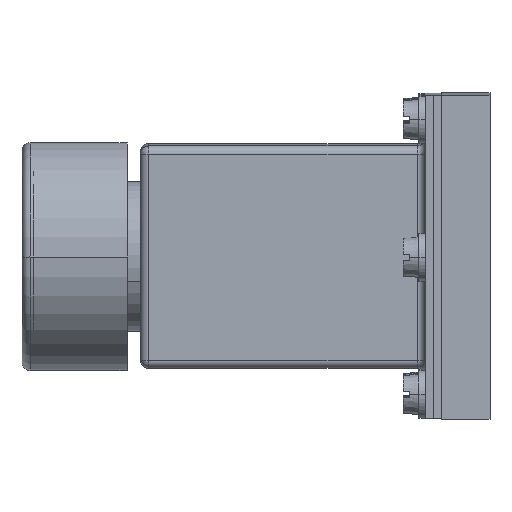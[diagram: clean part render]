
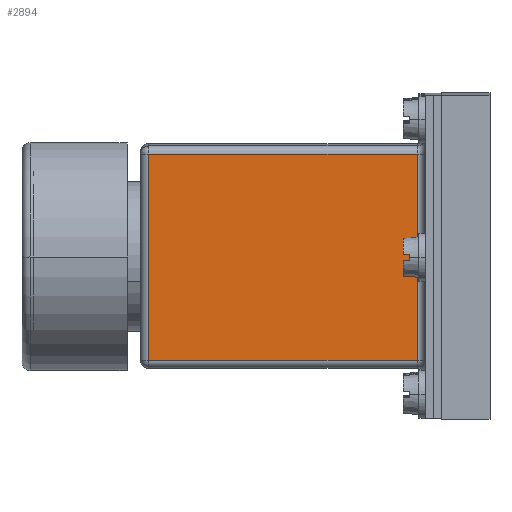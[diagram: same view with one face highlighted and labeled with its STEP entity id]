
A CAD part, left-side view. The second image highlights one B-rep face of the part: STEP entity #2894.
In plain terms, the highlighted planar face has unit normal (-1, 0, -0.004).
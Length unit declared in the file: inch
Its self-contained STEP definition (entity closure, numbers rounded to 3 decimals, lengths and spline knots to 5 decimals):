
#2894=ADVANCED_FACE('',(#8215),#8216,.F.);
#3226=EDGE_CURVE('',#8710,#8711,#8712,.T.);
#3228=EDGE_CURVE('',#8711,#8714,#8715,.T.);
#3230=EDGE_CURVE('',#8714,#8717,#8718,.T.);
#3232=EDGE_CURVE('',#8717,#8710,#8720,.T.);
#8215=FACE_OUTER_BOUND('',#15782,.T.);
#8216=PLANE('',#15783);
#8710=VERTEX_POINT('',#16452);
#8711=VERTEX_POINT('',#16453);
#8712=LINE('',#16454,#16455);
#8714=VERTEX_POINT('',#16458);
#8715=LINE('',#16459,#16460);
#8717=VERTEX_POINT('',#16463);
#8718=LINE('',#16464,#16465);
#8720=LINE('',#16468,#16469);
#15782=EDGE_LOOP('',(#25926,#25927,#25928,#25929));
#15783=AXIS2_PLACEMENT_3D('',#25930,#25931,#25932);
#16452=CARTESIAN_POINT('',(-7.35304,3.32677,-1.68667));
#16453=CARTESIAN_POINT('',(-7.35304,0.70866,-1.68667));
#16454=CARTESIAN_POINT('',(-7.35304,0.62992,-1.68667));
#16455=VECTOR('',#26604,39.37008);
#16458=CARTESIAN_POINT('',(-7.36042,0.70866,0.32119));
#16459=CARTESIAN_POINT('',(-7.36071,0.70866,0.39993));
#16460=VECTOR('',#26605,39.37008);
#16463=CARTESIAN_POINT('',(-7.36042,3.32677,0.32119));
#16464=CARTESIAN_POINT('',(-7.36042,0.62992,0.32119));
#16465=VECTOR('',#26606,39.37008);
#16468=CARTESIAN_POINT('',(-7.35275,3.32677,-1.76541));
#16469=VECTOR('',#26607,39.37008);
#25926=ORIENTED_EDGE('',*,*,#3226,.T.);
#25927=ORIENTED_EDGE('',*,*,#3228,.T.);
#25928=ORIENTED_EDGE('',*,*,#3230,.T.);
#25929=ORIENTED_EDGE('',*,*,#3232,.T.);
#25930=CARTESIAN_POINT('',(-7.35275,0.62992,-1.76541));
#25931=DIRECTION('',(1.,0.,0.004));
#25932=DIRECTION('',(0.0,-1.0,0.));
#26604=DIRECTION('',(0.,-1.0,0.));
#26605=DIRECTION('',(-0.004,0.,1.));
#26606=DIRECTION('',(0.,1.0,0.));
#26607=DIRECTION('',(0.004,0.,-1.));
